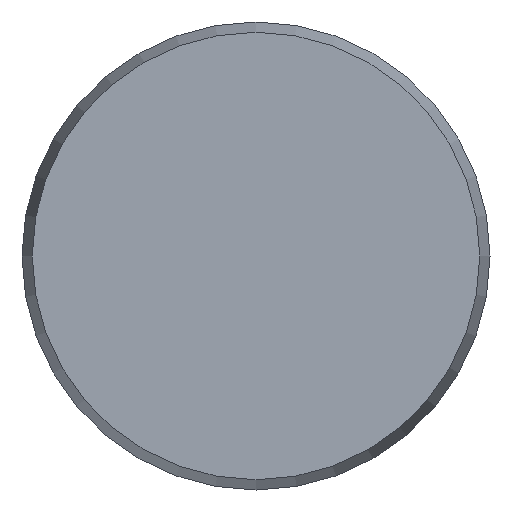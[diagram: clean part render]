
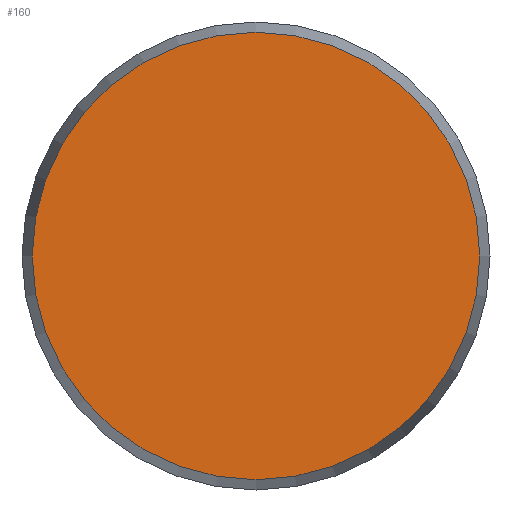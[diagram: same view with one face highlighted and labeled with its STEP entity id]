
A CAD part, front view. The second image highlights one B-rep face of the part: STEP entity #160.
In plain terms, the highlighted planar face has unit normal (0, -1, 0).
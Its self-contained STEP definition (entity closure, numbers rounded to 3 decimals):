
#160 = ADVANCED_FACE( '', ( #340 ), #341, .F. );
#340 = FACE_OUTER_BOUND( '', #535, .T. );
#341 = PLANE( '', #536 );
#535 = EDGE_LOOP( '', ( #941 ) );
#536 = AXIS2_PLACEMENT_3D( '', #942, #943, #944 );
#941 = ORIENTED_EDGE( '', *, *, #1209, .T. );
#942 = CARTESIAN_POINT( '', ( 38.25, 0., 0. ) );
#943 = DIRECTION( '', ( 0., 1., 0. ) );
#944 = DIRECTION( '', ( 0., 0., 1. ) );
#1209 = EDGE_CURVE( '', #1444, #1444, #1445, .T. );
#1444 = VERTEX_POINT( '', #1950 );
#1445 = CIRCLE( '', #1951, 38.25 );
#1950 = CARTESIAN_POINT( '', ( 0., 0., -38.25 ) );
#1951 = AXIS2_PLACEMENT_3D( '', #2151, #2152, #2153 );
#2151 = CARTESIAN_POINT( '', ( 0., 0., 0. ) );
#2152 = DIRECTION( '', ( 0., -1., 0. ) );
#2153 = DIRECTION( '', ( 0., 0., -1. ) );
